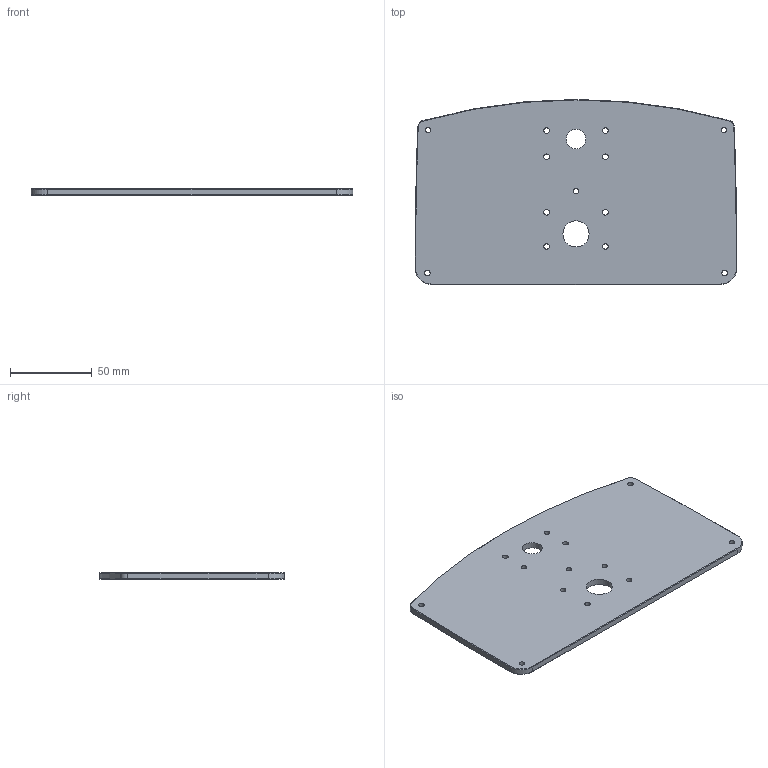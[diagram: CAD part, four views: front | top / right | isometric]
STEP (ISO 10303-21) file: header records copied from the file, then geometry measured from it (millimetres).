
FILE_DESCRIPTION(/* description */ (''),/* implementation_level */ '2;1');
FILE_NAME(/* name */ 'JJ100B_Body-cover.stp',/* time_stamp */ '2023-12-09T12:59:40+01:00',/* author */ (''),/* organization */ (''),/* preprocessor_version */ 'ST-DEVELOPER v18.102',/* originating_system */ 'SIEMENS PLM Software NX2206.8501',/* authorisation */ '');
FILE_SCHEMA (('AUTOMOTIVE_DESIGN { 1 0 10303 214 3 1 1 1 }'));
Length unit declared in the file: millimetre
Products named in the file (1): JJ100B_Grundplatte_objects
Bounding box: 196.93 x 113.33 x 4 mm (x, y, z)
Volume: 83242.2 mm3; surface area: 44678.1 mm2
Topology: 1 solids, 1 shells, 41 faces, 101 edges, 62 vertices
Faces by surface type: cylinder 22, cone 14, plane 5
Full cylindrical faces by diameter (mm): 3.4 x13, 12 x1, 16 x1
Entity records: 1242 total; most frequent: DIRECTION 228, CARTESIAN_POINT 190, ORIENTED_EDGE 172, AXIS2_PLACEMENT_3D 100, EDGE_LOOP 86, EDGE_CURVE 86, FACE_BOUND 62, VERTEX_POINT 62
